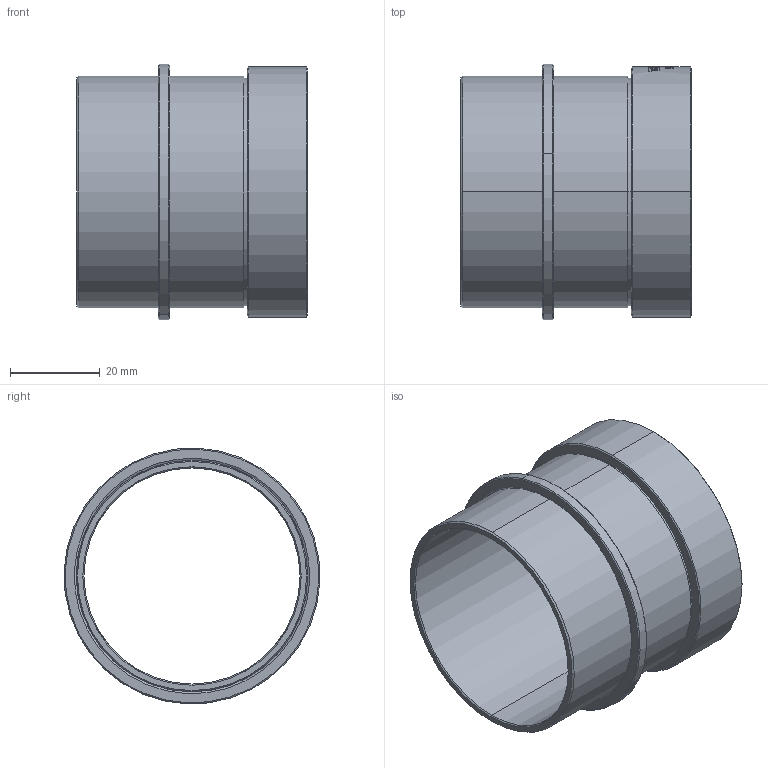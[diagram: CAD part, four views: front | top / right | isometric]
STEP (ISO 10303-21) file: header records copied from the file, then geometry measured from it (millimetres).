
FILE_DESCRIPTION (( 'STEP AP214' ), '1' );
FILE_NAME ('TTN042477-E0W.STEP', '2015-06-11T18:12:04', ( 'admin' ), ( '' ), 'SwSTEP 2.0', 'SolidWorks 2014', '' );
FILE_SCHEMA (( 'AUTOMOTIVE_DESIGN' ));
Length unit declared in the file: inch
Products named in the file (1): TTN042477-E0W
Bounding box: 51.56 x 57.09 x 57.09 mm (x, y, z)
Volume: 16882.9 mm3; surface area: 20822.7 mm2
Topology: 3 solids, 3 shells, 84 faces, 372 edges, 316 vertices
Faces by surface type: cylinder 39, cone 28, plane 17
Entity records: 6645 total; most frequent: CARTESIAN_POINT 2395, ORIENTED_EDGE 744, DIRECTION 558, EDGE_CURVE 372, VERTEX_POINT 316, AXIS2_PLACEMENT_3D 228, CIRCLE 143, B_SPLINE_CURVE_WITH_KNOTS 127
